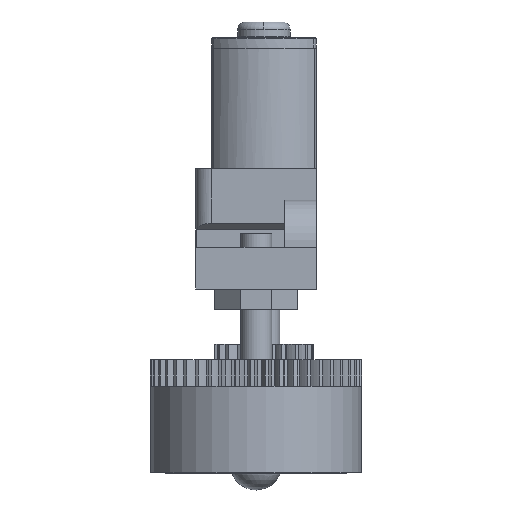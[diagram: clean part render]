
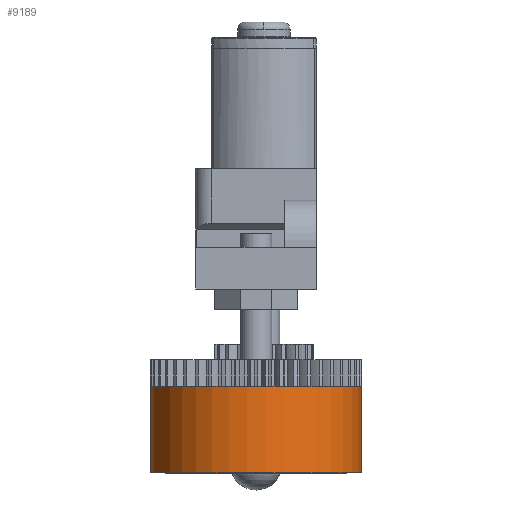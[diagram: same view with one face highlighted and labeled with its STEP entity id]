
A CAD part, left-side view. The second image highlights one B-rep face of the part: STEP entity #9189.
In plain terms, the highlighted cylindrical face has radius 10.112 mm (diameter 20.224 mm), a full revolution.
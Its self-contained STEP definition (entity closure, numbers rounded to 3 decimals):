
#1652=FACE_BOUND('',#2735,.T.);
#2140=FACE_OUTER_BOUND('',#2734,.T.);
#2734=EDGE_LOOP('',(#8313));
#2735=EDGE_LOOP('',(#8314));
#3459=CIRCLE('',#10656,10.112);
#3460=CIRCLE('',#10658,10.112);
#4351=VERTEX_POINT('',#17157);
#4352=VERTEX_POINT('',#17160);
#5675=EDGE_CURVE('',#4351,#4351,#3459,.T.);
#5676=EDGE_CURVE('',#4352,#4352,#3460,.T.);
#8313=ORIENTED_EDGE('',*,*,#5675,.F.);
#8314=ORIENTED_EDGE('',*,*,#5676,.T.);
#8703=CYLINDRICAL_SURFACE('',#10659,10.112);
#9189=ADVANCED_FACE('',(#2140,#1652),#8703,.T.);
#10656=AXIS2_PLACEMENT_3D('',#17158,#13648,#13649);
#10658=AXIS2_PLACEMENT_3D('',#17161,#13652,#13653);
#10659=AXIS2_PLACEMENT_3D('',#17162,#13654,#13655);
#13648=DIRECTION('center_axis',(0.,1.,0.));
#13649=DIRECTION('ref_axis',(0.,0.,1.));
#13652=DIRECTION('center_axis',(0.,1.,0.));
#13653=DIRECTION('ref_axis',(0.,0.,1.));
#13654=DIRECTION('center_axis',(0.,1.,0.));
#13655=DIRECTION('ref_axis',(0.,0.,1.));
#17157=CARTESIAN_POINT('',(0.,10.17,10.112));
#17158=CARTESIAN_POINT('Origin',(0.,10.17,0.));
#17160=CARTESIAN_POINT('',(0.,1.914,10.112));
#17161=CARTESIAN_POINT('Origin',(0.,1.914,0.));
#17162=CARTESIAN_POINT('Origin',(0.,16.693,0.));
